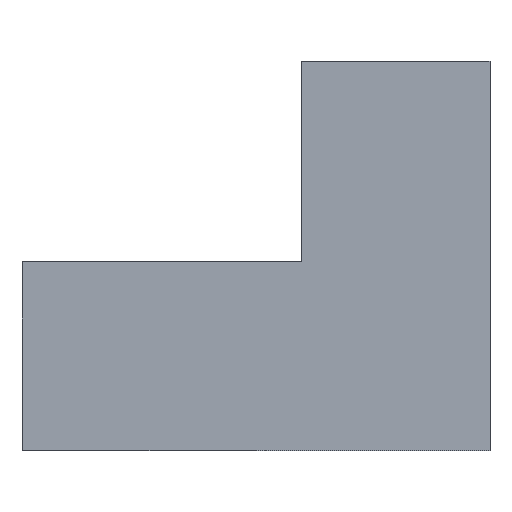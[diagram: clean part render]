
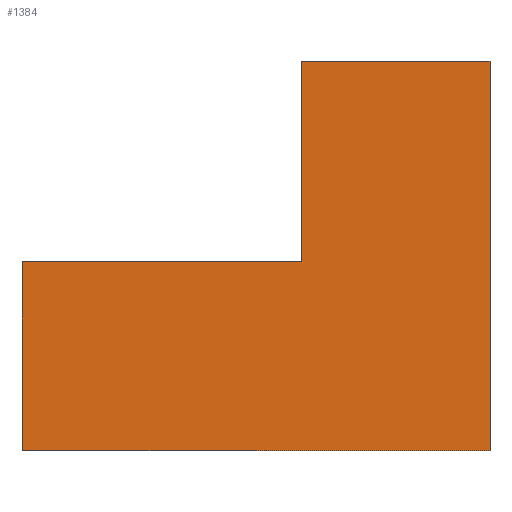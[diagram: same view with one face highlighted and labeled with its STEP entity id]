
A CAD part, left-side view. The second image highlights one B-rep face of the part: STEP entity #1384.
In plain terms, the highlighted planar face has unit normal (-1, 0, 0).
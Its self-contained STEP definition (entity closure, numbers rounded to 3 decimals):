
#32 = PLANE('',#33);
#33 = AXIS2_PLACEMENT_3D('',#34,#35,#36);
#34 = CARTESIAN_POINT('',(-69.7,-65.4,22.728));
#35 = DIRECTION('',(0.,-1.,0.));
#36 = DIRECTION('',(0.,0.,1.));
#281 = VERTEX_POINT('',#282);
#282 = CARTESIAN_POINT('',(-99.7,-65.4,0.));
#296 = PLANE('',#297);
#297 = AXIS2_PLACEMENT_3D('',#298,#299,#300);
#298 = CARTESIAN_POINT('',(-61.614,-31.799,0.));
#299 = DIRECTION('',(0.,0.,1.));
#300 = DIRECTION('',(1.,0.,0.));
#308 = EDGE_CURVE('',#281,#309,#311,.T.);
#309 = VERTEX_POINT('',#310);
#310 = CARTESIAN_POINT('',(-99.7,-65.4,54.4));
#311 = SURFACE_CURVE('',#312,(#316,#323),.PCURVE_S1.);
#312 = LINE('',#313,#314);
#313 = CARTESIAN_POINT('',(-99.7,-65.4,0.));
#314 = VECTOR('',#315,1.);
#315 = DIRECTION('',(0.,0.,1.));
#316 = PCURVE('',#32,#317);
#317 = DEFINITIONAL_REPRESENTATION('',(#318),#322);
#318 = LINE('',#319,#320);
#319 = CARTESIAN_POINT('',(-22.728,30.));
#320 = VECTOR('',#321,1.);
#321 = DIRECTION('',(1.,0.));
#322 = ( GEOMETRIC_REPRESENTATION_CONTEXT(2) 
PARAMETRIC_REPRESENTATION_CONTEXT() REPRESENTATION_CONTEXT('2D SPACE',''
  ) );
#323 = PCURVE('',#324,#329);
#324 = PLANE('',#325);
#325 = AXIS2_PLACEMENT_3D('',#326,#327,#328);
#326 = CARTESIAN_POINT('',(-99.7,-37.258,22.642));
#327 = DIRECTION('',(-1.,-0.,-0.));
#328 = DIRECTION('',(-0.,-0.,-1.));
#329 = DEFINITIONAL_REPRESENTATION('',(#330),#334);
#330 = LINE('',#331,#332);
#331 = CARTESIAN_POINT('',(22.642,28.142));
#332 = VECTOR('',#333,1.);
#333 = DIRECTION('',(-1.,0.));
#334 = ( GEOMETRIC_REPRESENTATION_CONTEXT(2) 
PARAMETRIC_REPRESENTATION_CONTEXT() REPRESENTATION_CONTEXT('2D SPACE',''
  ) );
#352 = PLANE('',#353);
#353 = AXIS2_PLACEMENT_3D('',#354,#355,#356);
#354 = CARTESIAN_POINT('',(-84.7,-65.4,54.4));
#355 = DIRECTION('',(-0.,0.,-1.));
#356 = DIRECTION('',(1.,0.,0.));
#559 = PLANE('',#560);
#560 = AXIS2_PLACEMENT_3D('',#561,#562,#563);
#561 = CARTESIAN_POINT('',(-61.614,-31.799,26.4));
#562 = DIRECTION('',(0.,0.,1.));
#563 = DIRECTION('',(1.,0.,0.));
#587 = PLANE('',#588);
#588 = AXIS2_PLACEMENT_3D('',#589,#590,#591);
#589 = CARTESIAN_POINT('',(-69.7,-39.,36.367));
#590 = DIRECTION('',(0.,1.,0.));
#591 = DIRECTION('',(-0.,0.,-1.));
#1287 = VERTEX_POINT('',#1288);
#1288 = CARTESIAN_POINT('',(-99.7,-39.,54.4));
#1309 = EDGE_CURVE('',#309,#1287,#1310,.T.);
#1310 = SURFACE_CURVE('',#1311,(#1315,#1322),.PCURVE_S1.);
#1311 = LINE('',#1312,#1313);
#1312 = CARTESIAN_POINT('',(-99.7,-65.4,54.4));
#1313 = VECTOR('',#1314,1.);
#1314 = DIRECTION('',(0.,1.,0.));
#1315 = PCURVE('',#352,#1316);
#1316 = DEFINITIONAL_REPRESENTATION('',(#1317),#1321);
#1317 = LINE('',#1318,#1319);
#1318 = CARTESIAN_POINT('',(-15.,0.));
#1319 = VECTOR('',#1320,1.);
#1320 = DIRECTION('',(-0.,-1.));
#1321 = ( GEOMETRIC_REPRESENTATION_CONTEXT(2) 
PARAMETRIC_REPRESENTATION_CONTEXT() REPRESENTATION_CONTEXT('2D SPACE',''
  ) );
#1322 = PCURVE('',#324,#1323);
#1323 = DEFINITIONAL_REPRESENTATION('',(#1324),#1328);
#1324 = LINE('',#1325,#1326);
#1325 = CARTESIAN_POINT('',(-31.758,28.142));
#1326 = VECTOR('',#1327,1.);
#1327 = DIRECTION('',(0.,-1.));
#1328 = ( GEOMETRIC_REPRESENTATION_CONTEXT(2) 
PARAMETRIC_REPRESENTATION_CONTEXT() REPRESENTATION_CONTEXT('2D SPACE',''
  ) );
#1384 = ADVANCED_FACE('',(#1385),#324,.T.);
#1385 = FACE_BOUND('',#1386,.F.);
#1386 = EDGE_LOOP('',(#1387,#1410,#1438,#1461,#1482,#1483));
#1387 = ORIENTED_EDGE('',*,*,#1388,.F.);
#1388 = EDGE_CURVE('',#1389,#281,#1391,.T.);
#1389 = VERTEX_POINT('',#1390);
#1390 = CARTESIAN_POINT('',(-99.7,0.,0.));
#1391 = SURFACE_CURVE('',#1392,(#1396,#1403),.PCURVE_S1.);
#1392 = LINE('',#1393,#1394);
#1393 = CARTESIAN_POINT('',(-99.7,0.,0.));
#1394 = VECTOR('',#1395,1.);
#1395 = DIRECTION('',(-0.,-1.,-0.));
#1396 = PCURVE('',#324,#1397);
#1397 = DEFINITIONAL_REPRESENTATION('',(#1398),#1402);
#1398 = LINE('',#1399,#1400);
#1399 = CARTESIAN_POINT('',(22.642,-37.258));
#1400 = VECTOR('',#1401,1.);
#1401 = DIRECTION('',(-0.,1.));
#1402 = ( GEOMETRIC_REPRESENTATION_CONTEXT(2) 
PARAMETRIC_REPRESENTATION_CONTEXT() REPRESENTATION_CONTEXT('2D SPACE',''
  ) );
#1403 = PCURVE('',#296,#1404);
#1404 = DEFINITIONAL_REPRESENTATION('',(#1405),#1409);
#1405 = LINE('',#1406,#1407);
#1406 = CARTESIAN_POINT('',(-38.086,31.799));
#1407 = VECTOR('',#1408,1.);
#1408 = DIRECTION('',(-0.,-1.));
#1409 = ( GEOMETRIC_REPRESENTATION_CONTEXT(2) 
PARAMETRIC_REPRESENTATION_CONTEXT() REPRESENTATION_CONTEXT('2D SPACE',''
  ) );
#1410 = ORIENTED_EDGE('',*,*,#1411,.T.);
#1411 = EDGE_CURVE('',#1389,#1412,#1414,.T.);
#1412 = VERTEX_POINT('',#1413);
#1413 = CARTESIAN_POINT('',(-99.7,0.,26.4));
#1414 = SURFACE_CURVE('',#1415,(#1419,#1426),.PCURVE_S1.);
#1415 = LINE('',#1416,#1417);
#1416 = CARTESIAN_POINT('',(-99.7,0.,0.));
#1417 = VECTOR('',#1418,1.);
#1418 = DIRECTION('',(0.,0.,1.));
#1419 = PCURVE('',#324,#1420);
#1420 = DEFINITIONAL_REPRESENTATION('',(#1421),#1425);
#1421 = LINE('',#1422,#1423);
#1422 = CARTESIAN_POINT('',(22.642,-37.258));
#1423 = VECTOR('',#1424,1.);
#1424 = DIRECTION('',(-1.,0.));
#1425 = ( GEOMETRIC_REPRESENTATION_CONTEXT(2) 
PARAMETRIC_REPRESENTATION_CONTEXT() REPRESENTATION_CONTEXT('2D SPACE',''
  ) );
#1426 = PCURVE('',#1427,#1432);
#1427 = PLANE('',#1428);
#1428 = AXIS2_PLACEMENT_3D('',#1429,#1430,#1431);
#1429 = CARTESIAN_POINT('',(-26.9,0.,0.));
#1430 = DIRECTION('',(0.,1.,0.));
#1431 = DIRECTION('',(1.,0.,0.));
#1432 = DEFINITIONAL_REPRESENTATION('',(#1433),#1437);
#1433 = LINE('',#1434,#1435);
#1434 = CARTESIAN_POINT('',(-72.8,0.));
#1435 = VECTOR('',#1436,1.);
#1436 = DIRECTION('',(-0.,-1.));
#1437 = ( GEOMETRIC_REPRESENTATION_CONTEXT(2) 
PARAMETRIC_REPRESENTATION_CONTEXT() REPRESENTATION_CONTEXT('2D SPACE',''
  ) );
#1438 = ORIENTED_EDGE('',*,*,#1439,.T.);
#1439 = EDGE_CURVE('',#1412,#1440,#1442,.T.);
#1440 = VERTEX_POINT('',#1441);
#1441 = CARTESIAN_POINT('',(-99.7,-39.,26.4));
#1442 = SURFACE_CURVE('',#1443,(#1447,#1454),.PCURVE_S1.);
#1443 = LINE('',#1444,#1445);
#1444 = CARTESIAN_POINT('',(-99.7,0.,26.4));
#1445 = VECTOR('',#1446,1.);
#1446 = DIRECTION('',(-0.,-1.,-0.));
#1447 = PCURVE('',#324,#1448);
#1448 = DEFINITIONAL_REPRESENTATION('',(#1449),#1453);
#1449 = LINE('',#1450,#1451);
#1450 = CARTESIAN_POINT('',(-3.758,-37.258));
#1451 = VECTOR('',#1452,1.);
#1452 = DIRECTION('',(-0.,1.));
#1453 = ( GEOMETRIC_REPRESENTATION_CONTEXT(2) 
PARAMETRIC_REPRESENTATION_CONTEXT() REPRESENTATION_CONTEXT('2D SPACE',''
  ) );
#1454 = PCURVE('',#559,#1455);
#1455 = DEFINITIONAL_REPRESENTATION('',(#1456),#1460);
#1456 = LINE('',#1457,#1458);
#1457 = CARTESIAN_POINT('',(-38.086,31.799));
#1458 = VECTOR('',#1459,1.);
#1459 = DIRECTION('',(-0.,-1.));
#1460 = ( GEOMETRIC_REPRESENTATION_CONTEXT(2) 
PARAMETRIC_REPRESENTATION_CONTEXT() REPRESENTATION_CONTEXT('2D SPACE',''
  ) );
#1461 = ORIENTED_EDGE('',*,*,#1462,.F.);
#1462 = EDGE_CURVE('',#1287,#1440,#1463,.T.);
#1463 = SURFACE_CURVE('',#1464,(#1468,#1475),.PCURVE_S1.);
#1464 = LINE('',#1465,#1466);
#1465 = CARTESIAN_POINT('',(-99.7,-39.,54.4));
#1466 = VECTOR('',#1467,1.);
#1467 = DIRECTION('',(-0.,0.,-1.));
#1468 = PCURVE('',#324,#1469);
#1469 = DEFINITIONAL_REPRESENTATION('',(#1470),#1474);
#1470 = LINE('',#1471,#1472);
#1471 = CARTESIAN_POINT('',(-31.758,1.742));
#1472 = VECTOR('',#1473,1.);
#1473 = DIRECTION('',(1.,0.));
#1474 = ( GEOMETRIC_REPRESENTATION_CONTEXT(2) 
PARAMETRIC_REPRESENTATION_CONTEXT() REPRESENTATION_CONTEXT('2D SPACE',''
  ) );
#1475 = PCURVE('',#587,#1476);
#1476 = DEFINITIONAL_REPRESENTATION('',(#1477),#1481);
#1477 = LINE('',#1478,#1479);
#1478 = CARTESIAN_POINT('',(-18.033,30.));
#1479 = VECTOR('',#1480,1.);
#1480 = DIRECTION('',(1.,-0.));
#1481 = ( GEOMETRIC_REPRESENTATION_CONTEXT(2) 
PARAMETRIC_REPRESENTATION_CONTEXT() REPRESENTATION_CONTEXT('2D SPACE',''
  ) );
#1482 = ORIENTED_EDGE('',*,*,#1309,.F.);
#1483 = ORIENTED_EDGE('',*,*,#308,.F.);
